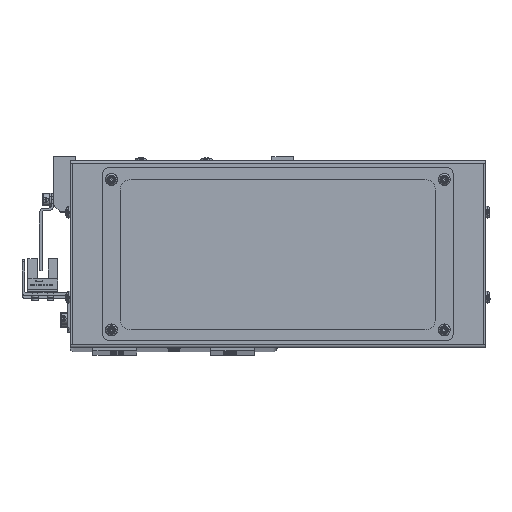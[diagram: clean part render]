
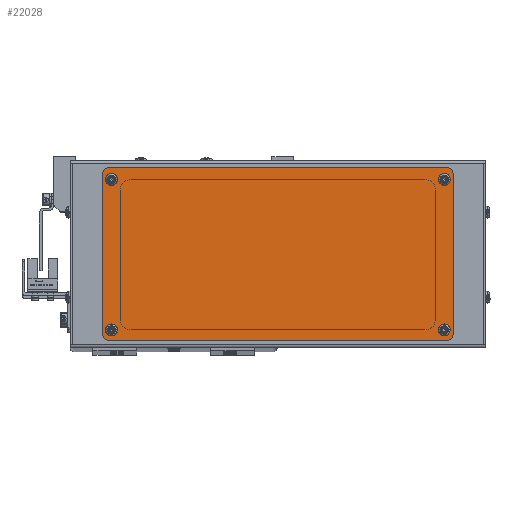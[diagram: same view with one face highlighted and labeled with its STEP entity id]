
A CAD part, top view. The second image highlights one B-rep face of the part: STEP entity #22028.
In plain terms, the highlighted face is planar.
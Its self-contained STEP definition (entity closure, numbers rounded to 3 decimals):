
#387 = CIRCLE ( 'NONE', #28394, 3. ) ;
#545 = DIRECTION ( 'NONE',  ( 1., 0., 0. ) ) ;
#608 = EDGE_CURVE ( 'NONE', #22322, #35956, #27511, .T. ) ;
#819 = CIRCLE ( 'NONE', #71632, 1.7 ) ;
#1591 = EDGE_CURVE ( 'NONE', #16431, #25063, #31861, .T. ) ;
#1616 = DIRECTION ( 'NONE',  ( 0., -1., 0. ) ) ;
#1655 = FACE_OUTER_BOUND ( 'NONE', #67663, .T. ) ;
#1959 = VERTEX_POINT ( 'NONE', #62935 ) ;
#2177 = CARTESIAN_POINT ( 'NONE',  ( -77.25, 39.75, 0. ) ) ;
#2233 = ORIENTED_EDGE ( 'NONE', *, *, #44477, .T. ) ;
#2256 = ORIENTED_EDGE ( 'NONE', *, *, #9621, .T. ) ;
#3124 = VECTOR ( 'NONE', #19684, 1000. ) ;
#3400 = VECTOR ( 'NONE', #1616, 1000. ) ;
#5598 = VECTOR ( 'NONE', #50566, 1000. ) ;
#6151 = DIRECTION ( 'NONE',  ( 0., 0., 1. ) ) ;
#6202 = DIRECTION ( 'NONE',  ( 0., 0., 1. ) ) ;
#7372 = CIRCLE ( 'NONE', #56290, 1.7 ) ;
#8221 = AXIS2_PLACEMENT_3D ( 'NONE', #41038, #6202, #46898 ) ;
#8866 = LINE ( 'NONE', #58796, #39808 ) ;
#9140 = AXIS2_PLACEMENT_3D ( 'NONE', #73328, #21013, #50289 ) ;
#9595 = CARTESIAN_POINT ( 'NONE',  ( -74.55, -34.75, 0. ) ) ;
#9621 = EDGE_CURVE ( 'NONE', #53735, #36855, #25307, .T. ) ;
#9728 = CARTESIAN_POINT ( 'NONE',  ( -77.95, -34.75, 0. ) ) ;
#9857 = AXIS2_PLACEMENT_3D ( 'NONE', #52196, #17351, #57987 ) ;
#10177 = CIRCLE ( 'NONE', #66041, 1.7 ) ;
#10531 = EDGE_CURVE ( 'NONE', #36855, #53735, #47959, .T. ) ;
#11782 = DIRECTION ( 'NONE',  ( 0., 0., 1. ) ) ;
#12784 = CARTESIAN_POINT ( 'NONE',  ( -80.25, -36.75, 0. ) ) ;
#12882 = EDGE_LOOP ( 'NONE', ( #21393, #59627 ) ) ;
#13136 = DIRECTION ( 'NONE',  ( 0., 0., 1. ) ) ;
#13338 = DIRECTION ( 'NONE',  ( 0., 0., 1. ) ) ;
#13410 = AXIS2_PLACEMENT_3D ( 'NONE', #15404, #56066, #21234 ) ;
#13674 = VERTEX_POINT ( 'NONE', #9728 ) ;
#14137 = VERTEX_POINT ( 'NONE', #14738 ) ;
#14437 = ORIENTED_EDGE ( 'NONE', *, *, #49441, .F. ) ;
#14564 = EDGE_CURVE ( 'NONE', #1959, #14137, #387, .T. ) ;
#14616 = ORIENTED_EDGE ( 'NONE', *, *, #14564, .F. ) ;
#14738 = CARTESIAN_POINT ( 'NONE',  ( -77.25, -39.75, 0. ) ) ;
#15095 = EDGE_CURVE ( 'NONE', #47647, #27582, #58492, .T. ) ;
#15404 = CARTESIAN_POINT ( 'NONE',  ( 77.25, -36.75, 0. ) ) ;
#16431 = VERTEX_POINT ( 'NONE', #44252 ) ;
#16920 = VERTEX_POINT ( 'NONE', #50350 ) ;
#17114 = FACE_BOUND ( 'NONE', #48686, .T. ) ;
#17351 = DIRECTION ( 'NONE',  ( 0., 0., 1. ) ) ;
#17784 = EDGE_CURVE ( 'NONE', #23725, #13674, #819, .T. ) ;
#19037 = CARTESIAN_POINT ( 'NONE',  ( 77.25, 36.75, 0. ) ) ;
#19684 = DIRECTION ( 'NONE',  ( -1., 0., 0. ) ) ;
#20059 = CARTESIAN_POINT ( 'NONE',  ( -76.25, 34.25, 0. ) ) ;
#21013 = DIRECTION ( 'NONE',  ( 0., 0., 1. ) ) ;
#21234 = DIRECTION ( 'NONE',  ( 1., 0., 0. ) ) ;
#21393 = ORIENTED_EDGE ( 'NONE', *, *, #65799, .T. ) ;
#22028 = ADVANCED_FACE ( 'NONE', ( #32542, #61631, #1655, #17114, #30734 ), #44395, .F. ) ;
#22213 = CIRCLE ( 'NONE', #28195, 1.7 ) ;
#22322 = VERTEX_POINT ( 'NONE', #47157 ) ;
#22639 = ORIENTED_EDGE ( 'NONE', *, *, #38337, .F. ) ;
#23725 = VERTEX_POINT ( 'NONE', #9595 ) ;
#24862 = DIRECTION ( 'NONE',  ( 1., 0., 0. ) ) ;
#25063 = VERTEX_POINT ( 'NONE', #69844 ) ;
#25307 = CIRCLE ( 'NONE', #61220, 1.7 ) ;
#25894 = DIRECTION ( 'NONE',  ( 1., 0., 0. ) ) ;
#26874 = CARTESIAN_POINT ( 'NONE',  ( 74.55, 34.25, 0. ) ) ;
#27171 = AXIS2_PLACEMENT_3D ( 'NONE', #19037, #59700, #24862 ) ;
#27480 = CARTESIAN_POINT ( 'NONE',  ( -77.25, 39.75, 0. ) ) ;
#27511 = CIRCLE ( 'NONE', #13410, 3. ) ;
#27582 = VERTEX_POINT ( 'NONE', #74775 ) ;
#27637 = CIRCLE ( 'NONE', #35069, 1.7 ) ;
#27951 = CARTESIAN_POINT ( 'NONE',  ( 74.55, -34.75, 0. ) ) ;
#28195 = AXIS2_PLACEMENT_3D ( 'NONE', #40977, #6151, #46832 ) ;
#28394 = AXIS2_PLACEMENT_3D ( 'NONE', #47976, #13136, #53812 ) ;
#28574 = CARTESIAN_POINT ( 'NONE',  ( 76.25, 34.25, 0. ) ) ;
#28646 = VERTEX_POINT ( 'NONE', #26874 ) ;
#29103 = CARTESIAN_POINT ( 'NONE',  ( 76.25, 34.25, 0. ) ) ;
#30734 = FACE_BOUND ( 'NONE', #48889, .T. ) ;
#31861 = CIRCLE ( 'NONE', #27171, 3. ) ;
#31915 = CARTESIAN_POINT ( 'NONE',  ( 77.95, -34.75, 0. ) ) ;
#32542 = FACE_BOUND ( 'NONE', #12882, .T. ) ;
#32919 = ORIENTED_EDGE ( 'NONE', *, *, #60098, .F. ) ;
#34026 = LINE ( 'NONE', #2177, #3124 ) ;
#34417 = DIRECTION ( 'NONE',  ( 1., 0., 0. ) ) ;
#34937 = DIRECTION ( 'NONE',  ( 1., 0., 0. ) ) ;
#35069 = AXIS2_PLACEMENT_3D ( 'NONE', #20059, #60725, #25894 ) ;
#35337 = DIRECTION ( 'NONE',  ( 0., 0., 1. ) ) ;
#35956 = VERTEX_POINT ( 'NONE', #58062 ) ;
#36500 = LINE ( 'NONE', #44695, #5598 ) ;
#36855 = VERTEX_POINT ( 'NONE', #27951 ) ;
#38337 = EDGE_CURVE ( 'NONE', #35956, #16431, #8866, .T. ) ;
#39771 = ORIENTED_EDGE ( 'NONE', *, *, #1591, .F. ) ;
#39808 = VECTOR ( 'NONE', #47120, 1000. ) ;
#40352 = EDGE_CURVE ( 'NONE', #25063, #63648, #34026, .T. ) ;
#40977 = CARTESIAN_POINT ( 'NONE',  ( -76.25, -34.75, 0. ) ) ;
#41038 = CARTESIAN_POINT ( 'NONE',  ( -76.25, 34.25, 0. ) ) ;
#44252 = CARTESIAN_POINT ( 'NONE',  ( 80.25, 36.75, 0. ) ) ;
#44395 = PLANE ( 'NONE',  #9140 ) ;
#44477 = EDGE_CURVE ( 'NONE', #63765, #28646, #10177, .T. ) ;
#44695 = CARTESIAN_POINT ( 'NONE',  ( 77.25, -39.75, 0. ) ) ;
#45177 = CARTESIAN_POINT ( 'NONE',  ( -77.95, 34.25, 0. ) ) ;
#45513 = CARTESIAN_POINT ( 'NONE',  ( 77.95, 34.25, 0. ) ) ;
#45527 = EDGE_CURVE ( 'NONE', #14137, #22322, #36500, .T. ) ;
#45909 = CIRCLE ( 'NONE', #9857, 3. ) ;
#46515 = ORIENTED_EDGE ( 'NONE', *, *, #608, .F. ) ;
#46636 = CARTESIAN_POINT ( 'NONE',  ( -76.25, -34.75, 0. ) ) ;
#46832 = DIRECTION ( 'NONE',  ( 1., 0., 0. ) ) ;
#46898 = DIRECTION ( 'NONE',  ( 1., 0., 0. ) ) ;
#47120 = DIRECTION ( 'NONE',  ( 0., 1., 0. ) ) ;
#47157 = CARTESIAN_POINT ( 'NONE',  ( 77.25, -39.75, 0. ) ) ;
#47647 = VERTEX_POINT ( 'NONE', #45177 ) ;
#47669 = AXIS2_PLACEMENT_3D ( 'NONE', #70142, #35337, #545 ) ;
#47959 = CIRCLE ( 'NONE', #47669, 1.7 ) ;
#47976 = CARTESIAN_POINT ( 'NONE',  ( -77.25, -36.75, 0. ) ) ;
#48185 = CARTESIAN_POINT ( 'NONE',  ( 76.25, -34.75, 0. ) ) ;
#48686 = EDGE_LOOP ( 'NONE', ( #64195, #2233 ) ) ;
#48889 = EDGE_LOOP ( 'NONE', ( #71329, #2256 ) ) ;
#49441 = EDGE_CURVE ( 'NONE', #63648, #16920, #45909, .T. ) ;
#50289 = DIRECTION ( 'NONE',  ( 1., 0., 0. ) ) ;
#50350 = CARTESIAN_POINT ( 'NONE',  ( -80.25, 36.75, 0. ) ) ;
#50554 = ORIENTED_EDGE ( 'NONE', *, *, #15095, .T. ) ;
#50566 = DIRECTION ( 'NONE',  ( 1., 0., 0. ) ) ;
#52196 = CARTESIAN_POINT ( 'NONE',  ( -77.25, 36.75, 0. ) ) ;
#52233 = EDGE_CURVE ( 'NONE', #28646, #63765, #7372, .T. ) ;
#52492 = DIRECTION ( 'NONE',  ( 1., 0., 0. ) ) ;
#53168 = ORIENTED_EDGE ( 'NONE', *, *, #45527, .F. ) ;
#53735 = VERTEX_POINT ( 'NONE', #31915 ) ;
#53812 = DIRECTION ( 'NONE',  ( 1., 0., 0. ) ) ;
#54020 = DIRECTION ( 'NONE',  ( 1., 0., 0. ) ) ;
#56066 = DIRECTION ( 'NONE',  ( 0., 0., 1. ) ) ;
#56290 = AXIS2_PLACEMENT_3D ( 'NONE', #29103, #69735, #34937 ) ;
#57832 = ORIENTED_EDGE ( 'NONE', *, *, #72526, .T. ) ;
#57987 = DIRECTION ( 'NONE',  ( 1., 0., 0. ) ) ;
#58062 = CARTESIAN_POINT ( 'NONE',  ( 80.25, -36.75, 0. ) ) ;
#58492 = CIRCLE ( 'NONE', #8221, 1.7 ) ;
#58796 = CARTESIAN_POINT ( 'NONE',  ( 80.25, 36.75, 0. ) ) ;
#59627 = ORIENTED_EDGE ( 'NONE', *, *, #17784, .T. ) ;
#59700 = DIRECTION ( 'NONE',  ( 0., 0., 1. ) ) ;
#60098 = EDGE_CURVE ( 'NONE', #16920, #1959, #65158, .T. ) ;
#60725 = DIRECTION ( 'NONE',  ( 0., 0., 1. ) ) ;
#61220 = AXIS2_PLACEMENT_3D ( 'NONE', #48185, #13338, #54020 ) ;
#61631 = FACE_BOUND ( 'NONE', #71637, .T. ) ;
#62935 = CARTESIAN_POINT ( 'NONE',  ( -80.25, -36.75, 0. ) ) ;
#63648 = VERTEX_POINT ( 'NONE', #27480 ) ;
#63765 = VERTEX_POINT ( 'NONE', #45513 ) ;
#64192 = ORIENTED_EDGE ( 'NONE', *, *, #40352, .F. ) ;
#64195 = ORIENTED_EDGE ( 'NONE', *, *, #52233, .T. ) ;
#65158 = LINE ( 'NONE', #12784, #3400 ) ;
#65799 = EDGE_CURVE ( 'NONE', #13674, #23725, #22213, .T. ) ;
#66041 = AXIS2_PLACEMENT_3D ( 'NONE', #28574, #69207, #34417 ) ;
#67663 = EDGE_LOOP ( 'NONE', ( #14437, #64192, #39771, #22639, #46515, #53168, #14616, #32919 ) ) ;
#69207 = DIRECTION ( 'NONE',  ( 0., 0., 1. ) ) ;
#69735 = DIRECTION ( 'NONE',  ( 0., 0., 1. ) ) ;
#69844 = CARTESIAN_POINT ( 'NONE',  ( 77.25, 39.75, 0. ) ) ;
#70142 = CARTESIAN_POINT ( 'NONE',  ( 76.25, -34.75, 0. ) ) ;
#71329 = ORIENTED_EDGE ( 'NONE', *, *, #10531, .T. ) ;
#71632 = AXIS2_PLACEMENT_3D ( 'NONE', #46636, #11782, #52492 ) ;
#71637 = EDGE_LOOP ( 'NONE', ( #50554, #57832 ) ) ;
#72526 = EDGE_CURVE ( 'NONE', #27582, #47647, #27637, .T. ) ;
#73328 = CARTESIAN_POINT ( 'NONE',  ( -77.25, 36.75, 0. ) ) ;
#74775 = CARTESIAN_POINT ( 'NONE',  ( -74.55, 34.25, 0. ) ) ;
